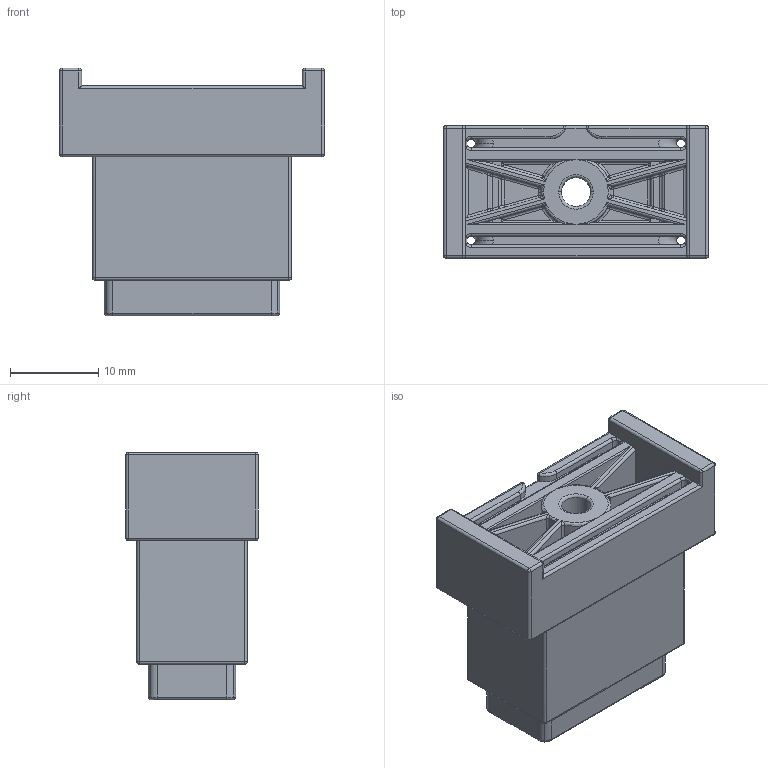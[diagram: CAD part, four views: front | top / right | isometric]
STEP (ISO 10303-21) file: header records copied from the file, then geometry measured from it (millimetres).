
FILE_DESCRIPTION (( 'STEP AP203' ), '1' );
FILE_NAME ('10x20mm_Cuvette_Top_V2.STEP', '2018-07-26T07:21:30', ( '' ), ( '' ), 'SwSTEP 2.0', 'SolidWorks 2018', '' );
FILE_SCHEMA (( 'CONFIG_CONTROL_DESIGN' ));
Length unit declared in the file: millimetre
Products named in the file (1): 10x20mm_Cuvette_Top_V2
Bounding box: 30 x 15 x 28 mm (x, y, z)
Volume: 5444.4 mm3; surface area: 6453.1 mm2
Topology: 1 solids, 1 shells, 355 faces, 895 edges, 496 vertices
Faces by surface type: cylinder 146, plane 96, torus 44, sphere 41, bspline 28
Entity records: 11143 total; most frequent: CARTESIAN_POINT 3087, DIRECTION 1711, ORIENTED_EDGE 1682, EDGE_CURVE 841, AXIS2_PLACEMENT_3D 653, VERTEX_POINT 484, LINE 405, VECTOR 405
